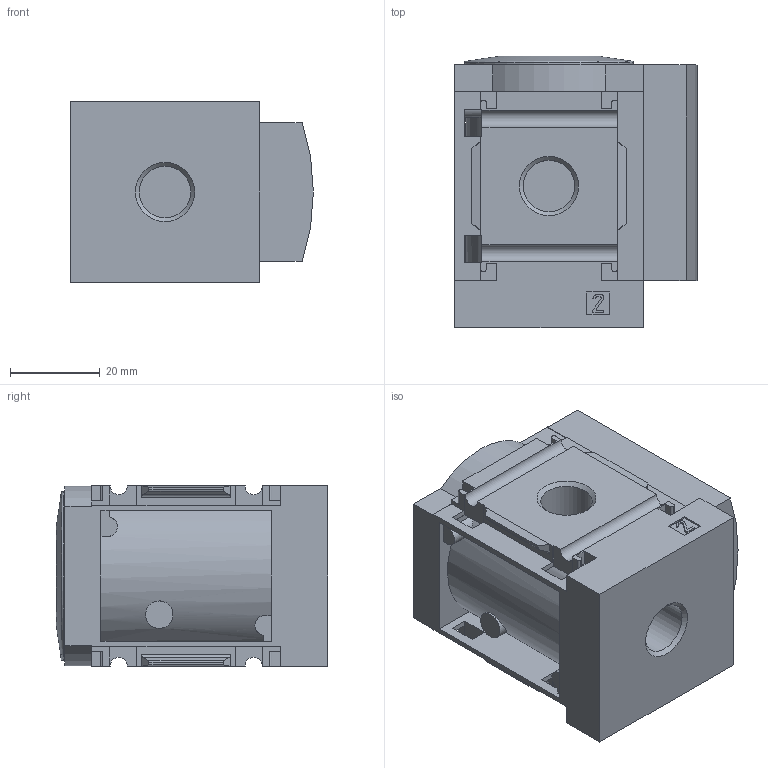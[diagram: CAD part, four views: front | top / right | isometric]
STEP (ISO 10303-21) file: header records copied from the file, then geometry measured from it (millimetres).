
FILE_DESCRIPTION(/* description */ ('STEP AP214'),/* implementation_level */ '2;1');
FILE_NAME(/* name */ '536971_MS4-FRM-1_4-I-Z',/* time_stamp */ '2024-09-09T16:24:16+02:00',/* author */ ('License CC BY-ND 4.0'),/* organization */ ('CADENAS'),/* preprocessor_version */ 'ST-DEVELOPER v19.3',/* originating_system */ 'PARTsolutions',/* authorisation */ ' ');
FILE_SCHEMA (('AUTOMOTIVE_DESIGN {1 0 10303 214 3 1 1}'));
Length unit declared in the file: millimetre
Products named in the file (2): 536971 MS4-FRM-1/4-I-Z; 527703 MS4-FRM-1/4-Z-0s
Assembly tree (1 placements, depth 2):
  536971 MS4-FRM-1/4-I-Z
    527703 MS4-FRM-1/4-Z-0s
Bounding box: 54 x 60.4 x 40.2 mm (x, y, z)
Volume: 100148.6 mm3; surface area: 18558.5 mm2
Topology: 1 solids, 1 shells, 221 faces, 613 edges, 403 vertices
Faces by surface type: plane 162, cylinder 47, cone 8, torus 3, sphere 1
Full cylindrical faces by diameter (mm): 6.1 x1, 11.445 x4, 22 x1, 22.2 x1, 37.6 x1
Entity records: 6947 total; most frequent: CARTESIAN_POINT 1240, ORIENTED_EDGE 1178, DIRECTION 1136, EDGE_CURVE 589, LINE 482, VECTOR 482, VERTEX_POINT 399, AXIS2_PLACEMENT_3D 327
